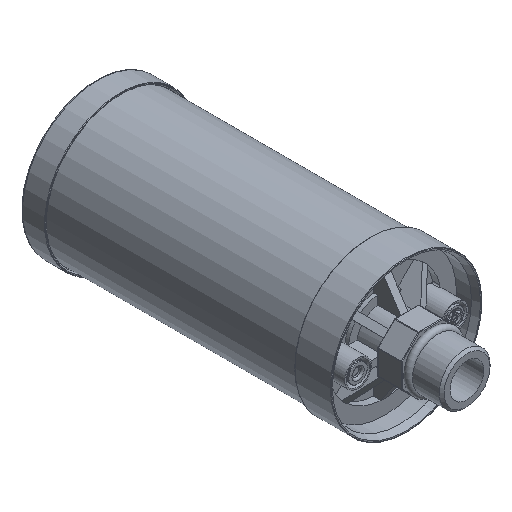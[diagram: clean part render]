
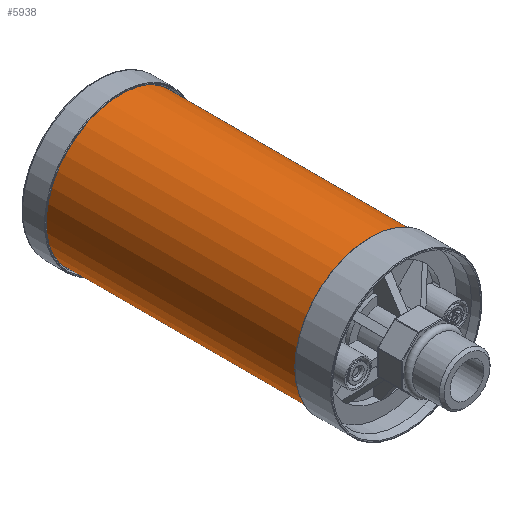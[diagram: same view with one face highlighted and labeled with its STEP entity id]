
A CAD part, isometric view. The second image highlights one B-rep face of the part: STEP entity #5938.
In plain terms, the highlighted cylindrical face has radius 30 mm (diameter 60 mm), a full revolution.
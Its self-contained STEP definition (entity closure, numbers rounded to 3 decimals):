
#262 = DIRECTION ( 'NONE',  ( -0.367, 0., -0.93 ) ) ;
#767 = CARTESIAN_POINT ( 'NONE',  ( 0., 151., 0. ) ) ;
#1388 = CIRCLE ( 'NONE', #18173, 30. ) ;
#1523 = EDGE_CURVE ( 'NONE', #13103, #13103, #1388, .T. ) ;
#1717 = AXIS2_PLACEMENT_3D ( 'NONE', #10643, #7292, #262 ) ;
#3150 = EDGE_LOOP ( 'NONE', ( #8288 ) ) ;
#3159 = CARTESIAN_POINT ( 'NONE',  ( 11.022, 151., 27.902 ) ) ;
#3250 = VERTEX_POINT ( 'NONE', #3159 ) ;
#3291 = EDGE_LOOP ( 'NONE', ( #5132 ) ) ;
#3780 = DIRECTION ( 'NONE',  ( 0., 1., 0. ) ) ;
#5132 = ORIENTED_EDGE ( 'NONE', *, *, #1523, .T. ) ;
#5350 = DIRECTION ( 'NONE',  ( 0.367, 0., 0.93 ) ) ;
#5938 = ADVANCED_FACE ( 'NONE', ( #8280, #14214 ), #6903, .T. ) ;
#6903 = CYLINDRICAL_SURFACE ( 'NONE', #1717, 30. ) ;
#7251 = EDGE_CURVE ( 'NONE', #3250, #3250, #11896, .T. ) ;
#7292 = DIRECTION ( 'NONE',  ( 0., -1., 0. ) ) ;
#8280 = FACE_OUTER_BOUND ( 'NONE', #3150, .T. ) ;
#8288 = ORIENTED_EDGE ( 'NONE', *, *, #7251, .F. ) ;
#9118 = DIRECTION ( 'NONE',  ( 0., 1., 0. ) ) ;
#10643 = CARTESIAN_POINT ( 'NONE',  ( 0., 151., 0. ) ) ;
#10724 = DIRECTION ( 'NONE',  ( 0.367, 0., 0.93 ) ) ;
#11896 = CIRCLE ( 'NONE', #14407, 30. ) ;
#13103 = VERTEX_POINT ( 'NONE', #19064 ) ;
#14214 = FACE_OUTER_BOUND ( 'NONE', #3291, .T. ) ;
#14407 = AXIS2_PLACEMENT_3D ( 'NONE', #767, #3780, #5350 ) ;
#15265 = CARTESIAN_POINT ( 'NONE',  ( 0., 37., 0. ) ) ;
#18173 = AXIS2_PLACEMENT_3D ( 'NONE', #15265, #9118, #10724 ) ;
#19064 = CARTESIAN_POINT ( 'NONE',  ( 11.022, 37., 27.902 ) ) ;
